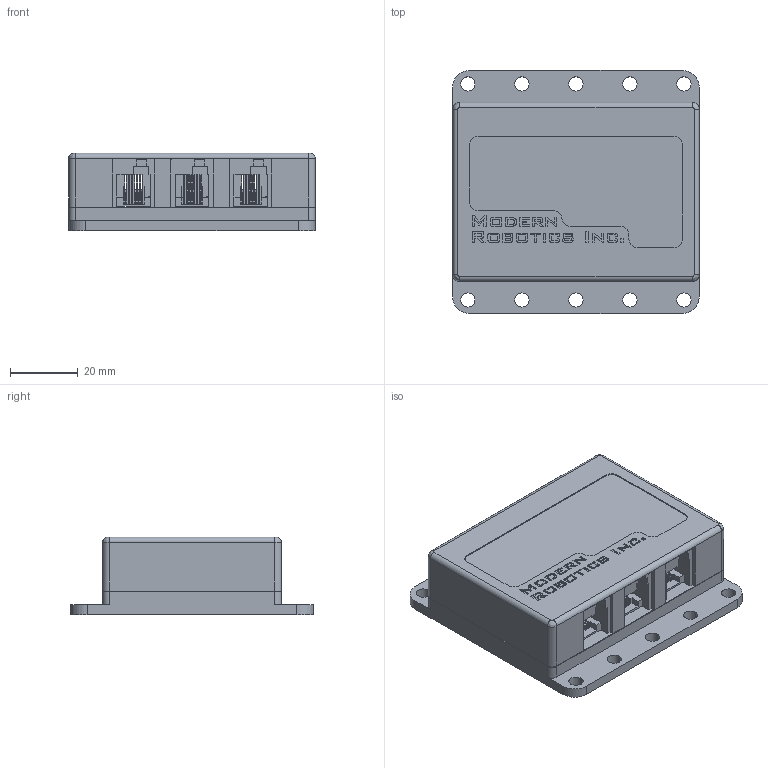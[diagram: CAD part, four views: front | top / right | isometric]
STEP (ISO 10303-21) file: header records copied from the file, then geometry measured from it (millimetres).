
FILE_DESCRIPTION((''),'2;1');
FILE_NAME('CORE_LEGACY_MODULE','2016-11-17T',('Joe'),(''),'CREO PARAMETRIC BY PTC INC, 2015380','CREO PARAMETRIC BY PTC INC, 2015380','');
FILE_SCHEMA(('AUTOMOTIVE_DESIGN { 1 0 10303 214 1 1 1 1 }'));
Length unit declared in the file: inch
Products named in the file (1): CORE_LEGACY_MODULE
Bounding box: 73.05 x 72 x 23 mm (x, y, z)
Volume: 68674 mm3; surface area: 31375.8 mm2
Topology: 1 solids, 1 shells, 1222 faces, 3627 edges, 2413 vertices
Faces by surface type: plane 846, cylinder 224, torus 74, extrusion 54, sphere 16, cone 4, bspline 4
Entity records: 44757 total; most frequent: CARTESIAN_POINT 7938, ORIENTED_EDGE 7254, DIRECTION 6614, EDGE_CURVE 3627, VECTOR 2818, LINE 2764, VERTEX_POINT 2413, AXIS2_PLACEMENT_3D 1898
